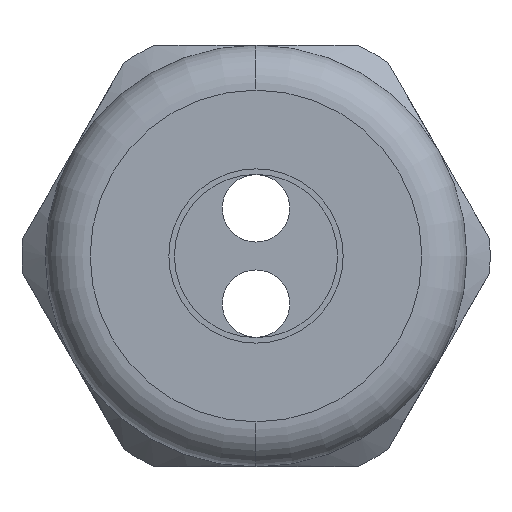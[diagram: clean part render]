
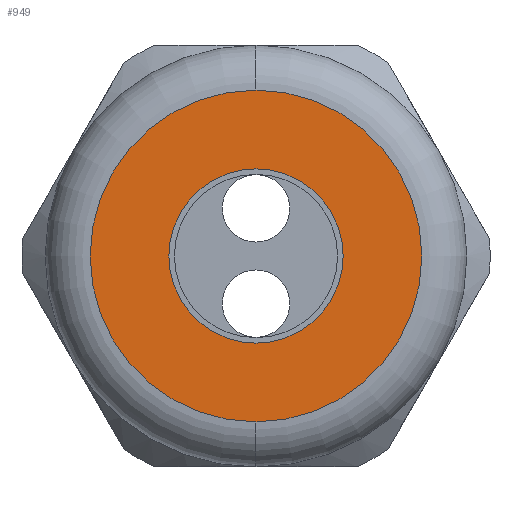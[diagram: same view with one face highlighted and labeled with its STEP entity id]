
A CAD part, left-side view. The second image highlights one B-rep face of the part: STEP entity #949.
In plain terms, the highlighted planar face has unit normal (-1, 0, 0).
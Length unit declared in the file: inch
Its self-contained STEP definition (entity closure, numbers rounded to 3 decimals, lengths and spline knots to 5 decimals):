
#310 = VERTEX_POINT ( 'NONE', #2281 ) ;
#312 = EDGE_CURVE ( 'NONE', #313, #310, #2344, .T. ) ;
#313 = VERTEX_POINT ( 'NONE', #2339 ) ;
#345 = EDGE_CURVE ( 'NONE', #374, #346, #2403, .T. ) ;
#346 = VERTEX_POINT ( 'NONE', #2398 ) ;
#374 = VERTEX_POINT ( 'NONE', #2410 ) ;
#930 = ORIENTED_EDGE ( 'NONE', *, *, #946, .T. ) ;
#931 = ORIENTED_EDGE ( 'NONE', *, *, #345, .T. ) ;
#946 = EDGE_CURVE ( 'NONE', #346, #374, #3580, .T. ) ;
#949 = ADVANCED_FACE ( 'NONE', ( #3571, #3570 ), #3569, .T. ) ;
#950 = EDGE_LOOP ( 'NONE', ( #954, #955 ) ) ;
#954 = ORIENTED_EDGE ( 'NONE', *, *, #312, .T. ) ;
#955 = ORIENTED_EDGE ( 'NONE', *, *, #956, .T. ) ;
#956 = EDGE_CURVE ( 'NONE', #310, #313, #3617, .T. ) ;
#958 = EDGE_LOOP ( 'NONE', ( #930, #931 ) ) ;
#2281 = CARTESIAN_POINT ( 'NONE',  ( -1.18, 0., -0.295 ) ) ;
#2339 = CARTESIAN_POINT ( 'NONE',  ( -1.18, 0., 0.295 ) ) ;
#2340 = DIRECTION ( 'NONE',  ( 0., 0., 1. ) ) ;
#2341 = DIRECTION ( 'NONE',  ( -1., 0., 0. ) ) ;
#2342 = CARTESIAN_POINT ( 'NONE',  ( -1.18, 0., 0. ) ) ;
#2343 = AXIS2_PLACEMENT_3D ( 'NONE', #2342, #2341, #2340 ) ;
#2344 = CIRCLE ( 'NONE', #2343, 0.295 ) ;
#2398 = CARTESIAN_POINT ( 'NONE',  ( -1.18, 0., -0.155 ) ) ;
#2399 = DIRECTION ( 'NONE',  ( 0., 0., -1. ) ) ;
#2400 = DIRECTION ( 'NONE',  ( 1., 0., 0. ) ) ;
#2401 = CARTESIAN_POINT ( 'NONE',  ( -1.18, 0., 0. ) ) ;
#2402 = AXIS2_PLACEMENT_3D ( 'NONE', #2401, #2400, #2399 ) ;
#2403 = CIRCLE ( 'NONE', #2402, 0.155 ) ;
#2410 = CARTESIAN_POINT ( 'NONE',  ( -1.18, 0., 0.155 ) ) ;
#3557 = CARTESIAN_POINT ( 'NONE',  ( -1.18, 0., 0. ) ) ;
#3565 = DIRECTION ( 'NONE',  ( 0., 0., 1. ) ) ;
#3566 = DIRECTION ( 'NONE',  ( -1., 0., 0. ) ) ;
#3567 = CARTESIAN_POINT ( 'NONE',  ( -1.18, 0.375, 0. ) ) ;
#3568 = AXIS2_PLACEMENT_3D ( 'NONE', #3567, #3566, #3565 ) ;
#3569 = PLANE ( 'NONE',  #3568 ) ;
#3570 = FACE_BOUND ( 'NONE', #958, .T. ) ;
#3571 = FACE_OUTER_BOUND ( 'NONE', #950, .T. ) ;
#3572 = DIRECTION ( 'NONE',  ( 0., 0., -1. ) ) ;
#3573 = DIRECTION ( 'NONE',  ( 1., 0., 0. ) ) ;
#3574 = CARTESIAN_POINT ( 'NONE',  ( -1.18, 0., 0. ) ) ;
#3575 = AXIS2_PLACEMENT_3D ( 'NONE', #3574, #3573, #3572 ) ;
#3580 = CIRCLE ( 'NONE', #3575, 0.155 ) ;
#3614 = DIRECTION ( 'NONE',  ( 0., 0., 1. ) ) ;
#3615 = DIRECTION ( 'NONE',  ( -1., 0., 0. ) ) ;
#3616 = AXIS2_PLACEMENT_3D ( 'NONE', #3557, #3615, #3614 ) ;
#3617 = CIRCLE ( 'NONE', #3616, 0.295 ) ;
